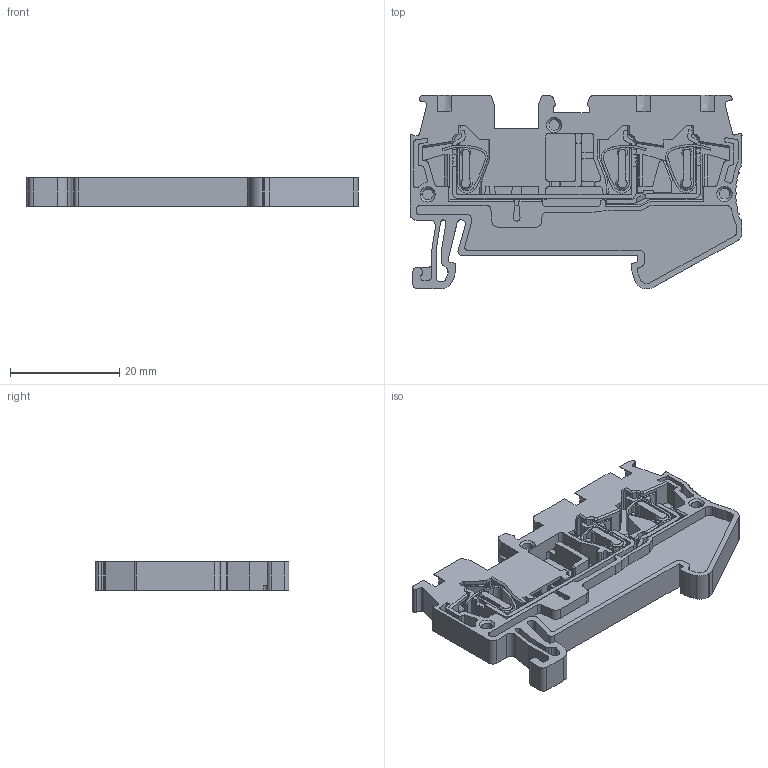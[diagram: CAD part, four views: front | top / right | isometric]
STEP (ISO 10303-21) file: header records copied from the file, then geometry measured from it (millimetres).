
FILE_DESCRIPTION (( 'STEP AP214' ), '1' );
FILE_NAME ('FJ6-2.5-3.STEP', '2024-04-15T00:27:08', ( 'Windows User' ), ( 'P R C' ), 'SwSTEP 2.0', 'SolidWorks 2018', '' );
FILE_SCHEMA (( 'AUTOMOTIVE_DESIGN' ));
Length unit declared in the file: millimetre
Products named in the file (1): FJ6-2.5-3
Bounding box: 60.8 x 35.5 x 5.2 mm (x, y, z)
Volume: 4124.2 mm3; surface area: 9544.5 mm2
Topology: 5 solids, 5 shells, 955 faces, 2752 edges, 1810 vertices
Faces by surface type: plane 578, cylinder 333, cone 35, bspline 9
Entity records: 32260 total; most frequent: CARTESIAN_POINT 7006, ORIENTED_EDGE 5502, DIRECTION 5037, EDGE_CURVE 2751, VECTOR 1947, LINE 1947, VERTEX_POINT 1810, AXIS2_PLACEMENT_3D 1545
